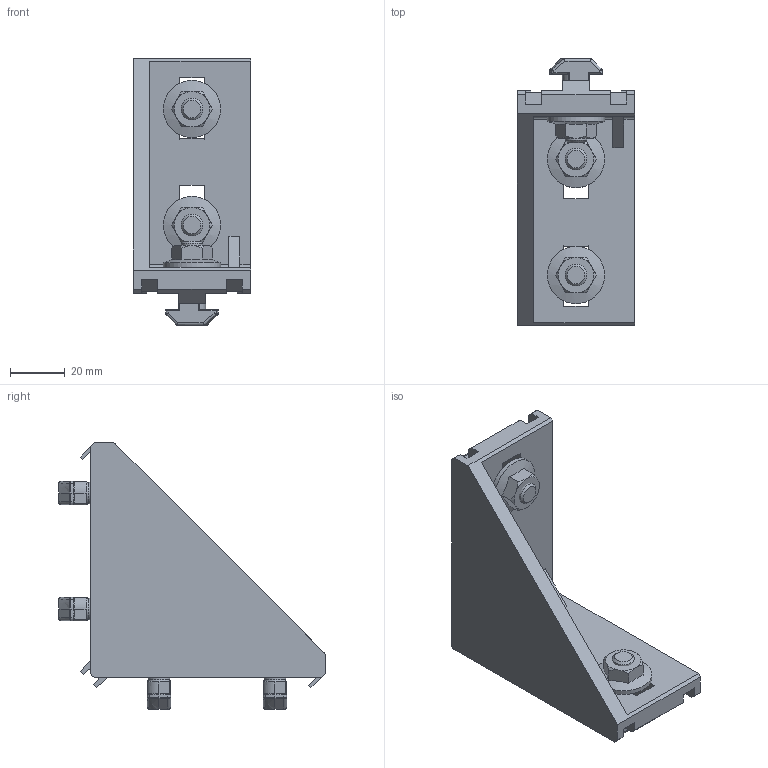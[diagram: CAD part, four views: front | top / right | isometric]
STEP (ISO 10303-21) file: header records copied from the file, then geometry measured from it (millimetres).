
FILE_DESCRIPTION(/* description */ ('Winkel 45x90 inkl. Befestigung'),/* implementation_level */ '2;1');
FILE_NAME(/* name */ '412523570 Winkel 45x90 Set.stp',/* time_stamp */ '2019-11-26T14:05:04+01:00',/* author */ ('wheldmann'),/* organization */ (''),/* preprocessor_version */ 'ST-DEVELOPER v17.2',/* originating_system */ 'Autodesk Inventor 2019',/* authorisation */ '');
FILE_SCHEMA (('AUTOMOTIVE_DESIGN { 1 0 10303 214 3 1 1 }'));
Length unit declared in the file: millimetre
Products named in the file (4): 412523570; 412523567; 412528718; 412345081
Assembly tree (9 placements, depth 2):
  412523570
    412523567
    412528718  x4
    412345081  x4
Bounding box: 43 x 97.8 x 97.8 mm (x, y, z)
Volume: 73380.7 mm3; surface area: 37193.1 mm2
Topology: 9 solids, 9 shells, 640 faces, 1688 edges, 1036 vertices
Faces by surface type: plane 278, cylinder 170, bspline 104, torus 48, cone 36, sphere 4
Full cylindrical faces by diameter (mm): 6.647 x4, 8 x4, 21 x4
Entity records: 8836 total; most frequent: CARTESIAN_POINT 2518, ORIENTED_EDGE 1344, DIRECTION 1222, EDGE_CURVE 672, LINE 450, VECTOR 450, VERTEX_POINT 430, AXIS2_PLACEMENT_3D 386
